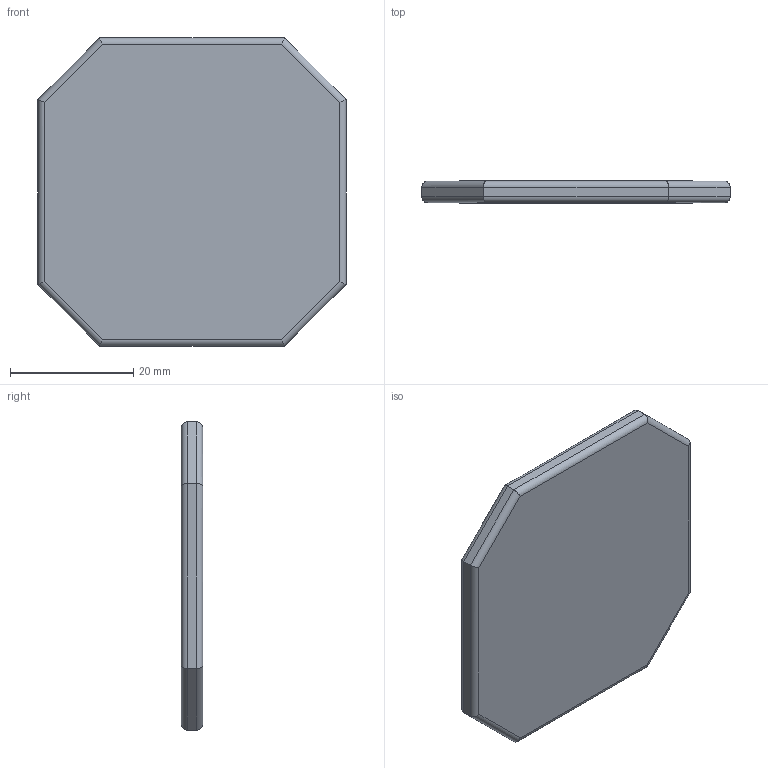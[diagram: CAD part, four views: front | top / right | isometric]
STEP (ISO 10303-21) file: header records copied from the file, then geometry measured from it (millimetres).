
FILE_DESCRIPTION(/* description */ (''),/* implementation_level */ '2;1');
FILE_NAME(/* name */ 'idiot.step',/* time_stamp */ '2022-02-09T03:15:24-06:00',/* author */ (''),/* organization */ (''),/* preprocessor_version */ 'ST-DEVELOPER v18.1',/* originating_system */ 'Autodesk Translation Framework v10.13.0.1454',/* authorisation */ '');
FILE_SCHEMA (('AUTOMOTIVE_DESIGN { 1 0 10303 214 3 1 1 }'));
Length unit declared in the file: millimetre
Products named in the file (1): (Unsaved)
Bounding box: 50 x 3.5 x 50 mm (x, y, z)
Volume: 6797.4 mm3; surface area: 8104.7 mm2
Topology: 5 solids, 5 shells, 59 faces, 127 edges, 82 vertices
Faces by surface type: plane 30, cylinder 26, bspline 3
Full cylindrical faces by diameter (mm): 2.332 x1, 2.393 x1, 5.1 x4, 7.2 x2, 28 x1
Entity records: 1993 total; most frequent: CARTESIAN_POINT 640, DIRECTION 271, ORIENTED_EDGE 254, EDGE_CURVE 127, AXIS2_PLACEMENT_3D 93, LINE 85, VECTOR 85, VERTEX_POINT 82
